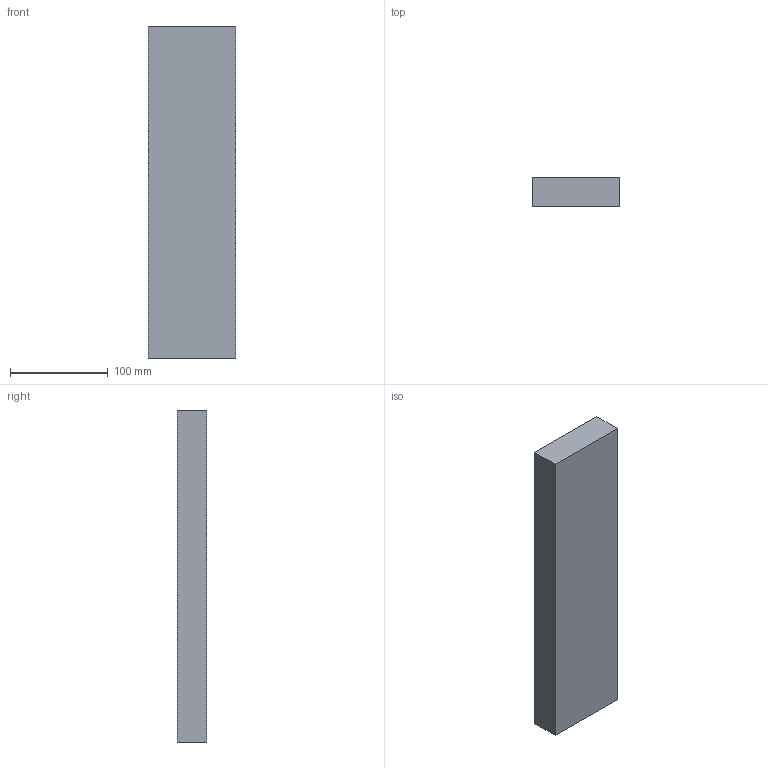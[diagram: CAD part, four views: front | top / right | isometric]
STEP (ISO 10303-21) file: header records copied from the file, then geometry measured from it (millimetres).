
FILE_DESCRIPTION (( 'STEP AP203' ), '1' );
FILE_NAME ('STP-211-010-006.STEP', '2024-09-27T06:34:59', ( '' ), ( '' ), 'SwSTEP 2.0', 'SolidWorks 2017', '' );
FILE_SCHEMA (( 'CONFIG_CONTROL_DESIGN' ));
Length unit declared in the file: millimetre
Products named in the file (1): STP-211-010-006
Bounding box: 90 x 30 x 340 mm (x, y, z)
Volume: 612505.8 mm3; surface area: 124435.3 mm2
Topology: 1 solids, 1 shells, 60 faces, 120 edges, 80 vertices
Faces by surface type: cone 36, plane 24
Entity records: 1673 total; most frequent: DIRECTION 314, CARTESIAN_POINT 261, ORIENTED_EDGE 240, AXIS2_PLACEMENT_3D 133, EDGE_CURVE 120, VERTEX_POINT 80, EDGE_LOOP 78, CIRCLE 72
